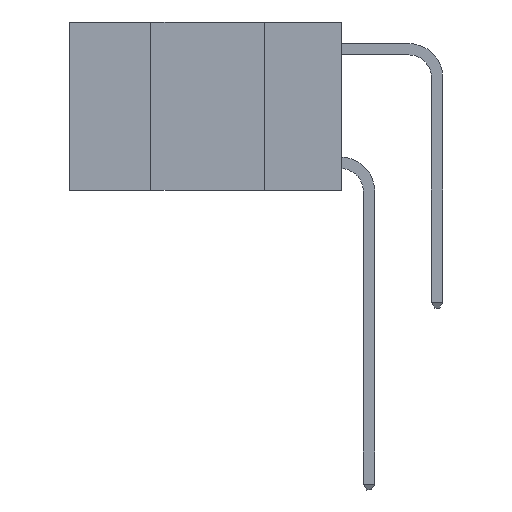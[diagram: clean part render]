
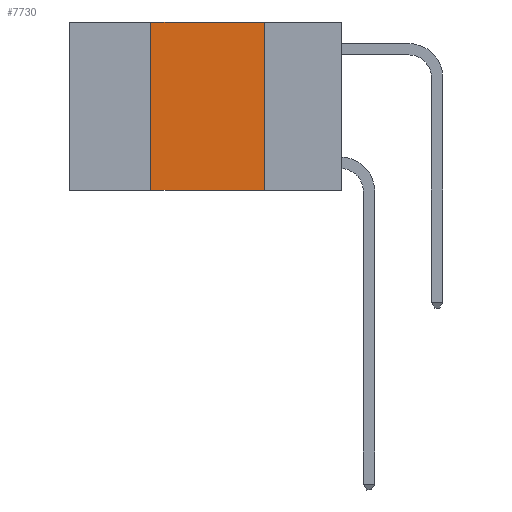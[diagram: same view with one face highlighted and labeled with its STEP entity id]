
A CAD part, left-side view. The second image highlights one B-rep face of the part: STEP entity #7730.
In plain terms, the highlighted planar face has unit normal (-1, 0, 0).
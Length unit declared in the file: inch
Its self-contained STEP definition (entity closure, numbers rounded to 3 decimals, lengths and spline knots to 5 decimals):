
#132 = VERTEX_POINT ( 'NONE', #8227 ) ;
#238 = LINE ( 'NONE', #253, #7668 ) ;
#253 = CARTESIAN_POINT ( 'NONE',  ( 0., 0.6, 0. ) ) ;
#462 = VERTEX_POINT ( 'NONE', #3089 ) ;
#763 = CARTESIAN_POINT ( 'NONE',  ( 0., 0.6, -0.37 ) ) ;
#808 = VERTEX_POINT ( 'NONE', #7609 ) ;
#847 = DIRECTION ( 'NONE',  ( 0., -1., 0. ) ) ;
#1269 = LINE ( 'NONE', #9577, #3239 ) ;
#1534 = DIRECTION ( 'NONE',  ( 0., 0., 1. ) ) ;
#1769 = EDGE_CURVE ( 'NONE', #132, #808, #6896, .T. ) ;
#2561 = ORIENTED_EDGE ( 'NONE', *, *, #6275, .F. ) ;
#2667 = VECTOR ( 'NONE', #4487, 39.37008 ) ;
#2786 = DIRECTION ( 'NONE',  ( 0., -1., 0. ) ) ;
#2849 = CARTESIAN_POINT ( 'NONE',  ( 0., 0.17, 0. ) ) ;
#3089 = CARTESIAN_POINT ( 'NONE',  ( 0., 0.42, 0. ) ) ;
#3113 = ORIENTED_EDGE ( 'NONE', *, *, #1769, .T. ) ;
#3239 = VECTOR ( 'NONE', #1534, 39.37008 ) ;
#3509 = EDGE_CURVE ( 'NONE', #132, #462, #1269, .T. ) ;
#3564 = PLANE ( 'NONE',  #4063 ) ;
#4063 = AXIS2_PLACEMENT_3D ( 'NONE', #9122, #9949, #5142 ) ;
#4487 = DIRECTION ( 'NONE',  ( 0., 0., -1. ) ) ;
#4820 = LINE ( 'NONE', #2849, #2667 ) ;
#5142 = DIRECTION ( 'NONE',  ( 0., 0., -1. ) ) ;
#5466 = VERTEX_POINT ( 'NONE', #7439 ) ;
#5768 = EDGE_LOOP ( 'NONE', ( #6435, #2561, #10386, #3113 ) ) ;
#6275 = EDGE_CURVE ( 'NONE', #462, #5466, #238, .T. ) ;
#6347 = EDGE_CURVE ( 'NONE', #5466, #808, #4820, .T. ) ;
#6435 = ORIENTED_EDGE ( 'NONE', *, *, #6347, .F. ) ;
#6896 = LINE ( 'NONE', #763, #10390 ) ;
#7439 = CARTESIAN_POINT ( 'NONE',  ( 0., 0.17, 0. ) ) ;
#7609 = CARTESIAN_POINT ( 'NONE',  ( 0., 0.17, -0.37 ) ) ;
#7668 = VECTOR ( 'NONE', #2786, 39.37008 ) ;
#7730 = ADVANCED_FACE ( 'NONE', ( #9346 ), #3564, .F. ) ;
#8227 = CARTESIAN_POINT ( 'NONE',  ( 0., 0.42, -0.37 ) ) ;
#9122 = CARTESIAN_POINT ( 'NONE',  ( 0., 0.6, 0. ) ) ;
#9346 = FACE_OUTER_BOUND ( 'NONE', #5768, .T. ) ;
#9577 = CARTESIAN_POINT ( 'NONE',  ( 0., 0.42, 0. ) ) ;
#9949 = DIRECTION ( 'NONE',  ( 1., 0., 0. ) ) ;
#10386 = ORIENTED_EDGE ( 'NONE', *, *, #3509, .F. ) ;
#10390 = VECTOR ( 'NONE', #847, 39.37008 ) ;
